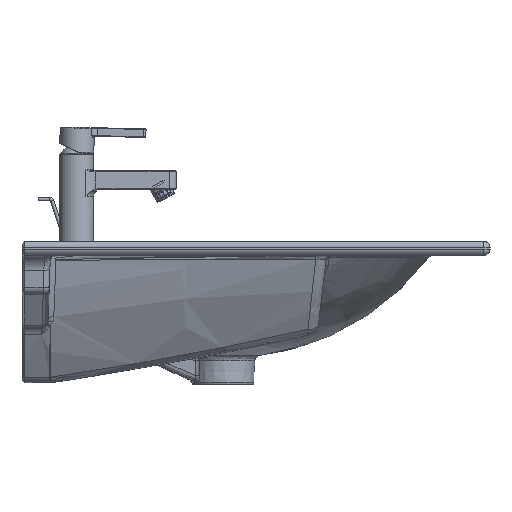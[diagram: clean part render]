
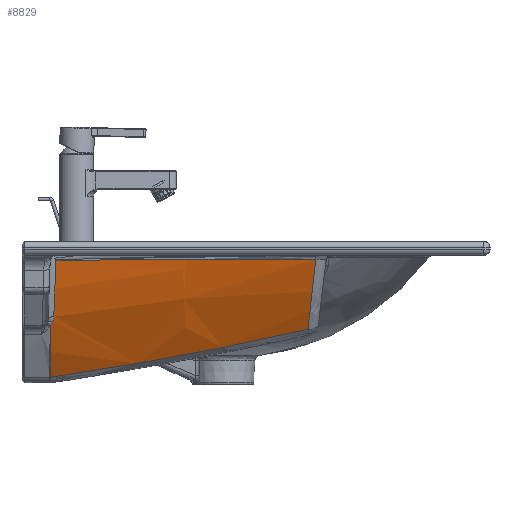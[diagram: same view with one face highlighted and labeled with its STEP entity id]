
A CAD part, front view. The second image highlights one B-rep face of the part: STEP entity #8829.
In plain terms, the highlighted free-form (B-spline) face has degree [4, 2] with [5, 3] control points.
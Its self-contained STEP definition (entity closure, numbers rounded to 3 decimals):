
#5268=CARTESIAN_POINT('',(108.004,-261.256,-20.666));
#5269=VERTEX_POINT('',#5268);
#6608=CARTESIAN_POINT('',(-200.505,-221.193,-158.188));
#6609=VERTEX_POINT('',#6608);
#6667=CARTESIAN_POINT('',(-200.651,-254.07,-98.056));
#6668=VERTEX_POINT('',#6667);
#6669=CARTESIAN_POINT('',(-200.505,-221.193,-158.188));
#6670=CARTESIAN_POINT('',(-200.539,-230.861,-144.009));
#6671=CARTESIAN_POINT('',(-200.574,-239.601,-129.198));
#6672=CARTESIAN_POINT('',(-200.612,-247.352,-113.847));
#6673=CARTESIAN_POINT('',(-200.651,-254.07,-98.056));
#6674=B_SPLINE_CURVE_WITH_KNOTS('',4,(#6669,#6670,#6671,#6672,#6673),.UNSPECIFIED.,.F.,.U.,(5,5),(0.0,137.312),.UNSPECIFIED.);
#6675=EDGE_CURVE('',#6609,#6668,#6674,.T.);
#7102=CARTESIAN_POINT('',(-196.975,-258.02,-87.815));
#7103=VERTEX_POINT('',#7102);
#7111=CARTESIAN_POINT('',(-194.43,-276.515,-21.768));
#7112=VERTEX_POINT('',#7111);
#7113=CARTESIAN_POINT('',(-194.43,-276.515,-21.768));
#7114=CARTESIAN_POINT('',(-194.822,-274.712,-31.911));
#7115=CARTESIAN_POINT('',(-195.21,-272.539,-41.988));
#7116=CARTESIAN_POINT('',(-195.596,-270.001,-51.981));
#7117=CARTESIAN_POINT('',(-196.104,-266.134,-65.174));
#7118=CARTESIAN_POINT('',(-196.604,-261.634,-78.155));
#7119=CARTESIAN_POINT('',(-196.728,-260.469,-81.39));
#7120=CARTESIAN_POINT('',(-196.852,-259.264,-84.61));
#7121=CARTESIAN_POINT('',(-196.975,-258.02,-87.815));
#7122=B_SPLINE_CURVE_WITH_KNOTS('',5,(#7113,#7114,#7115,#7116,#7117,#7118,#7119,#7120,#7121),.UNSPECIFIED.,.F.,.U.,(6,3,6),(43.964,117.376,141.879),.UNSPECIFIED.);
#7123=EDGE_CURVE('',#7103,#7112,#7122,.F.);
#7236=CARTESIAN_POINT('',(99.014,-221.193,-102.364));
#7237=VERTEX_POINT('',#7236);
#7238=CARTESIAN_POINT('',(108.004,-261.256,-20.666));
#7239=CARTESIAN_POINT('',(107.509,-259.696,-25.176));
#7240=CARTESIAN_POINT('',(107.016,-258.065,-29.662));
#7241=CARTESIAN_POINT('',(106.527,-256.362,-34.12));
#7242=CARTESIAN_POINT('',(104.665,-249.576,-51.067));
#7243=CARTESIAN_POINT('',(102.848,-241.759,-67.575));
#7244=CARTESIAN_POINT('',(101.536,-235.434,-79.493));
#7245=CARTESIAN_POINT('',(100.256,-228.573,-91.101));
#7246=CARTESIAN_POINT('',(99.014,-221.193,-102.364));
#7247=B_SPLINE_CURVE_WITH_KNOTS('',5,(#7238,#7239,#7240,#7241,#7242,#7243,#7244,#7245,#7246),.UNSPECIFIED.,.F.,.U.,(6,3,6),(138.932,171.824,264.756),.UNSPECIFIED.);
#7248=EDGE_CURVE('',#7237,#5269,#7247,.F.);
#8506=CARTESIAN_POINT('',(-198.266,-255.704,-93.789));
#8507=VERTEX_POINT('',#8506);
#8508=CARTESIAN_POINT('',(-198.266,-255.704,-93.789));
#8509=CARTESIAN_POINT('',(-197.783,-256.158,-92.613));
#8510=CARTESIAN_POINT('',(-197.421,-256.621,-91.419));
#8511=CARTESIAN_POINT('',(-197.169,-257.088,-90.217));
#8512=CARTESIAN_POINT('',(-197.022,-257.555,-89.014));
#8513=CARTESIAN_POINT('',(-196.975,-258.02,-87.815));
#8514=B_SPLINE_CURVE_WITH_KNOTS('',5,(#8508,#8509,#8510,#8511,#8512,#8513),.UNSPECIFIED.,.F.,.U.,(6,6),(50.173,58.732),.UNSPECIFIED.);
#8515=EDGE_CURVE('',#8507,#7103,#8514,.T.);
#8584=CARTESIAN_POINT('',(-198.266,-255.704,-93.789));
#8585=CARTESIAN_POINT('',(-198.342,-255.632,-93.976));
#8586=CARTESIAN_POINT('',(-198.421,-255.561,-94.161));
#8587=CARTESIAN_POINT('',(-198.502,-255.491,-94.343));
#8588=CARTESIAN_POINT('',(-198.924,-255.135,-95.267));
#8589=CARTESIAN_POINT('',(-199.394,-254.8,-96.14));
#8590=CARTESIAN_POINT('',(-199.795,-254.544,-96.809));
#8591=CARTESIAN_POINT('',(-200.215,-254.301,-97.447));
#8592=CARTESIAN_POINT('',(-200.651,-254.07,-98.056));
#8593=B_SPLINE_CURVE_WITH_KNOTS('',5,(#8584,#8585,#8586,#8587,#8588,#8589,#8590,#8591,#8592),.UNSPECIFIED.,.F.,.U.,(6,3,6),(7.827,9.238,15.032),.UNSPECIFIED.);
#8594=EDGE_CURVE('',#6668,#8507,#8593,.F.);
#8765=CARTESIAN_POINT('',(-781.924,-221.193,3792.833));
#8766=DIRECTION('',(0.0,1.0,0.0));
#8767=DIRECTION('',(1.0,0.0,0.0));
#8768=AXIS2_PLACEMENT_3D('',#8765,#8766,#8767);
#8769=CIRCLE('',#8768,3993.572);
#8770=EDGE_CURVE('',#7237,#6609,#8769,.T.);
#8789=CARTESIAN_POINT('',(-200.66,-276.515,-22.722));
#8790=CARTESIAN_POINT('',(-200.657,-270.024,-59.005));
#8791=CARTESIAN_POINT('',(-200.654,-258.437,-94.378));
#8792=CARTESIAN_POINT('',(-200.651,-241.953,-127.752));
#8793=CARTESIAN_POINT('',(-200.648,-221.193,-158.209));
#8794=CARTESIAN_POINT('',(-47.434,-276.515,0.62));
#8795=CARTESIAN_POINT('',(-45.974,-270.024,-35.662));
#8796=CARTESIAN_POINT('',(-44.55,-258.437,-71.036));
#8797=CARTESIAN_POINT('',(-43.207,-241.953,-104.41));
#8798=CARTESIAN_POINT('',(-41.981,-221.193,-134.866));
#8799=CARTESIAN_POINT('',(103.426,-276.515,36.174));
#8800=CARTESIAN_POINT('',(106.339,-270.024,0.009));
#8801=CARTESIAN_POINT('',(109.179,-258.437,-35.25));
#8802=CARTESIAN_POINT('',(111.858,-241.953,-68.517));
#8803=CARTESIAN_POINT('',(114.303,-221.193,-98.875));
#8811=(BOUNDED_SURFACE()B_SPLINE_SURFACE(4,2,((#8789,#8794,#8799),(#8790,#8795,#8800),(#8791,#8796,#8801),(#8792,#8797,#8802),(#8793,#8798,#8803)),.SURF_OF_REVOLUTION.,.F.,.F.,.U.)B_SPLINE_SURFACE_WITH_KNOTS((5,5),(3,3),(-1037.594,-890.16),(0.0,1.0),.UNSPECIFIED.)GEOMETRIC_REPRESENTATION_ITEM()RATIONAL_B_SPLINE_SURFACE(((1.0,0.999,1.0),(1.0,0.999,1.0),(1.0,0.999,1.0),(1.0,0.999,1.0),(1.0,0.999,1.0)))REPRESENTATION_ITEM('')SURFACE());
#8812=ORIENTED_EDGE('',*,*,#7123,.F.);
#8813=ORIENTED_EDGE('',*,*,#8515,.F.);
#8814=ORIENTED_EDGE('',*,*,#8594,.F.);
#8815=ORIENTED_EDGE('',*,*,#6675,.F.);
#8816=ORIENTED_EDGE('',*,*,#8770,.F.);
#8817=ORIENTED_EDGE('',*,*,#7248,.T.);
#8818=CARTESIAN_POINT('',(-194.43,-276.515,-21.768));
#8819=CARTESIAN_POINT('',(-133.92,-274.88,-21.588));
#8820=CARTESIAN_POINT('',(-73.423,-272.728,-21.388));
#8821=CARTESIAN_POINT('',(-12.913,-269.892,-21.166));
#8822=CARTESIAN_POINT('',(47.566,-266.169,-20.925));
#8823=CARTESIAN_POINT('',(108.004,-261.256,-20.666));
#8824=B_SPLINE_CURVE_WITH_KNOTS('',5,(#8818,#8819,#8820,#8821,#8822,#8823),.UNSPECIFIED.,.F.,.U.,(6,6),(214.646,651.586),.UNSPECIFIED.);
#8825=EDGE_CURVE('',#7112,#5269,#8824,.T.);
#8826=ORIENTED_EDGE('',*,*,#8825,.F.);
#8827=EDGE_LOOP('',(#8812,#8813,#8814,#8815,#8816,#8817,#8826));
#8828=FACE_OUTER_BOUND('',#8827,.T.);
#8829=ADVANCED_FACE('',(#8828),#8811,.T.);
